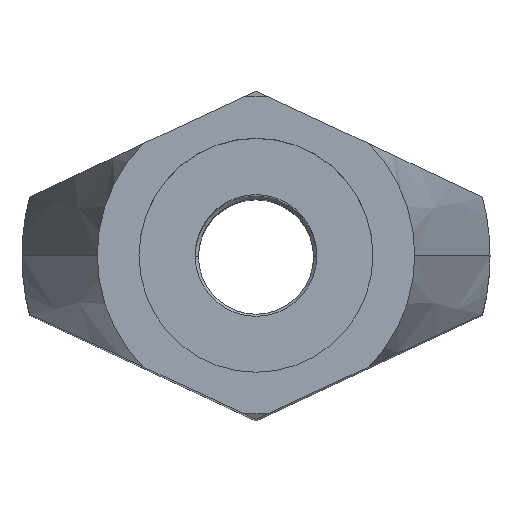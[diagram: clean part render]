
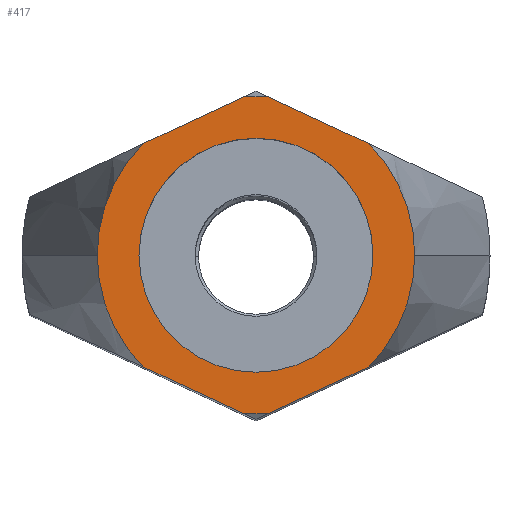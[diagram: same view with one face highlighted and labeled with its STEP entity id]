
A CAD part, top view. The second image highlights one B-rep face of the part: STEP entity #417.
In plain terms, the highlighted planar face has unit normal (0, 0, 1).
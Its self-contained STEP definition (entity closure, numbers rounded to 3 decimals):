
#193=EDGE_CURVE('',#407,#265,#525,.T.);
#247=EDGE_CURVE('',#383,#435,#583,.T.);
#263=EDGE_CURVE('',#333,#361,#601,.T.);
#265=VERTEX_POINT('',#603);
#269=EDGE_CURVE('',#303,#293,#608,.T.);
#275=EDGE_CURVE('',#413,#331,#615,.T.);
#279=EDGE_CURVE('',#265,#303,#620,.T.);
#285=EDGE_CURVE('',#293,#363,#626,.T.);
#293=VERTEX_POINT('',#634);
#303=VERTEX_POINT('',#646);
#329=EDGE_CURVE('',#331,#379,#674,.T.);
#331=VERTEX_POINT('',#676);
#333=VERTEX_POINT('',#678);
#355=EDGE_CURVE('',#363,#383,#703,.T.);
#361=VERTEX_POINT('',#711);
#363=VERTEX_POINT('',#713);
#379=VERTEX_POINT('',#731);
#381=EDGE_CURVE('',#379,#407,#733,.T.);
#383=VERTEX_POINT('',#735);
#393=EDGE_CURVE('',#435,#413,#746,.T.);
#407=VERTEX_POINT('',#761);
#411=EDGE_CURVE('',#361,#333,#766,.T.);
#413=VERTEX_POINT('',#768);
#417=ADVANCED_FACE('',(#774,#775),#776,.T.);
#435=VERTEX_POINT('',#795);
#525=CIRCLE('',#888,3.392);
#583=CIRCLE('',#968,3.392);
#601=CIRCLE('',#999,2.5);
#603=CARTESIAN_POINT('',(3.392,0.,18.0));
#608=LINE('',#1007,#1008);
#615=LINE('',#1026,#1027);
#620=CIRCLE('',#1033,3.392);
#626=CIRCLE('',#1042,3.392);
#634=CARTESIAN_POINT('',(0.272,3.381,18.0));
#646=CARTESIAN_POINT('',(2.416,2.382,18.0));
#674=CIRCLE('',#1133,3.392);
#676=CARTESIAN_POINT('',(-0.272,-3.381,18.0));
#678=CARTESIAN_POINT('',(-2.5,0.,18.0));
#703=LINE('',#1179,#1180);
#711=CARTESIAN_POINT('',(2.5,0.0,18.0));
#713=CARTESIAN_POINT('',(-0.272,3.381,18.0));
#731=CARTESIAN_POINT('',(0.272,-3.381,18.0));
#733=LINE('',#1223,#1224);
#735=CARTESIAN_POINT('',(-2.416,2.382,18.0));
#746=CIRCLE('',#1239,3.392);
#761=CARTESIAN_POINT('',(2.416,-2.382,18.0));
#766=CIRCLE('',#1277,2.5);
#768=CARTESIAN_POINT('',(-2.416,-2.382,18.0));
#774=FACE_OUTER_BOUND('',#1285,.T.);
#775=FACE_BOUND('',#1286,.T.);
#776=PLANE('',#1287);
#795=CARTESIAN_POINT('',(-3.392,0.,18.0));
#888=AXIS2_PLACEMENT_3D('',#1415,#1416,#1417);
#968=AXIS2_PLACEMENT_3D('',#1488,#1489,#1490);
#999=AXIS2_PLACEMENT_3D('',#1512,#1513,#1514);
#1007=CARTESIAN_POINT('',(0.209,3.41,18.0));
#1008=VECTOR('',#1523,1.0);
#1026=CARTESIAN_POINT('',(-1.603,-2.761,18.0));
#1027=VECTOR('',#1534,1.0);
#1033=AXIS2_PLACEMENT_3D('',#1543,#1544,#1545);
#1042=AXIS2_PLACEMENT_3D('',#1547,#1548,#1549);
#1133=AXIS2_PLACEMENT_3D('',#1587,#1588,#1589);
#1179=CARTESIAN_POINT('',(-1.603,2.761,18.0));
#1180=VECTOR('',#1609,1.0);
#1223=CARTESIAN_POINT('',(0.209,-3.41,18.0));
#1224=VECTOR('',#1647,1.0);
#1239=AXIS2_PLACEMENT_3D('',#1659,#1660,#1661);
#1277=AXIS2_PLACEMENT_3D('',#1684,#1685,#1686);
#1285=EDGE_LOOP('',(#1702,#1703,#1704,#1705,#1706,#1707,#1708,#1709,#1710,#1711));
#1286=EDGE_LOOP('',(#1712,#1713));
#1287=AXIS2_PLACEMENT_3D('',#1714,#1715,#1716);
#1415=CARTESIAN_POINT('',(0.,0.,18.0));
#1416=DIRECTION('',(0.,0.,1.0));
#1417=DIRECTION('',(-1.0,0.,-0.0));
#1488=CARTESIAN_POINT('',(0.,0.,18.0));
#1489=DIRECTION('',(0.,0.,1.0));
#1490=DIRECTION('',(-1.0,0.,-0.0));
#1512=CARTESIAN_POINT('',(0.0,0.0,18.0));
#1513=DIRECTION('',(0.,0.,-1.0));
#1514=DIRECTION('',(1.0,0.,0.));
#1523=DIRECTION('',(-0.906,0.423,0.));
#1534=DIRECTION('',(0.906,-0.423,0.));
#1543=CARTESIAN_POINT('',(0.,0.,18.0));
#1544=DIRECTION('',(0.,0.,1.0));
#1545=DIRECTION('',(-1.0,0.,-0.0));
#1547=CARTESIAN_POINT('',(0.,0.,18.0));
#1548=DIRECTION('',(0.,0.,1.0));
#1549=DIRECTION('',(-1.0,0.,-0.0));
#1587=CARTESIAN_POINT('',(0.,0.,18.0));
#1588=DIRECTION('',(0.,0.,1.0));
#1589=DIRECTION('',(-1.0,0.,-0.0));
#1609=DIRECTION('',(-0.906,-0.423,0.));
#1647=DIRECTION('',(0.906,0.423,0.));
#1659=CARTESIAN_POINT('',(0.,0.,18.0));
#1660=DIRECTION('',(0.,0.,1.0));
#1661=DIRECTION('',(-1.0,0.,-0.0));
#1684=CARTESIAN_POINT('',(0.0,0.0,18.0));
#1685=DIRECTION('',(0.,0.,-1.0));
#1686=DIRECTION('',(1.0,0.,0.));
#1702=ORIENTED_EDGE('',*,*,#355,.T.);
#1703=ORIENTED_EDGE('',*,*,#247,.T.);
#1704=ORIENTED_EDGE('',*,*,#393,.T.);
#1705=ORIENTED_EDGE('',*,*,#275,.T.);
#1706=ORIENTED_EDGE('',*,*,#329,.T.);
#1707=ORIENTED_EDGE('',*,*,#381,.T.);
#1708=ORIENTED_EDGE('',*,*,#193,.T.);
#1709=ORIENTED_EDGE('',*,*,#279,.T.);
#1710=ORIENTED_EDGE('',*,*,#269,.T.);
#1711=ORIENTED_EDGE('',*,*,#285,.T.);
#1712=ORIENTED_EDGE('',*,*,#411,.T.);
#1713=ORIENTED_EDGE('',*,*,#263,.T.);
#1714=CARTESIAN_POINT('',(-1.696,0.,18.0));
#1715=DIRECTION('',(0.,0.,1.0));
#1716=DIRECTION('',(-1.0,0.,-0.0));
